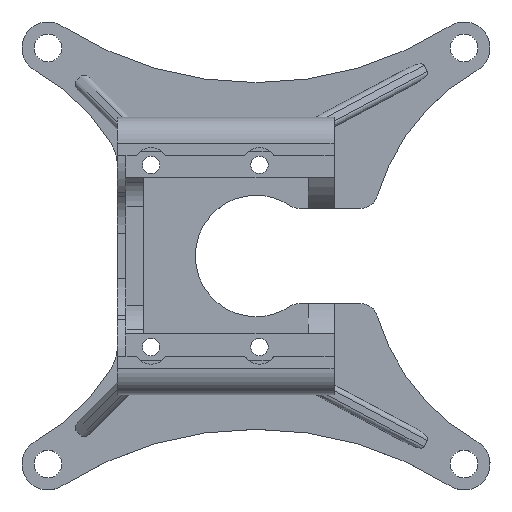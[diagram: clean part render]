
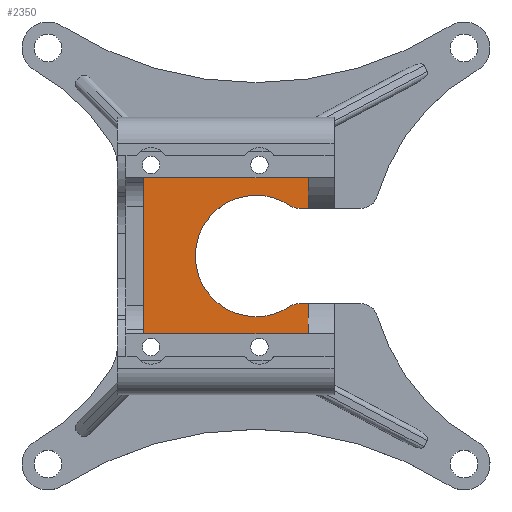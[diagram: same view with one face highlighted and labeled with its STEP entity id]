
A CAD part, top view. The second image highlights one B-rep face of the part: STEP entity #2350.
In plain terms, the highlighted planar face has unit normal (0, 0, 1).
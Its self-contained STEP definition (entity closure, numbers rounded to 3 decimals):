
#834 = VERTEX_POINT('',#835);
#835 = CARTESIAN_POINT('',(6.,5.5,1.));
#841 = EDGE_CURVE('',#842,#834,#844,.T.);
#842 = VERTEX_POINT('',#843);
#843 = CARTESIAN_POINT('',(4.975,5.5,1.));
#844 = LINE('',#845,#846);
#845 = CARTESIAN_POINT('',(9.613,5.5,1.));
#846 = VECTOR('',#847,1.);
#847 = DIRECTION('',(1.,0.,0.));
#2322 = EDGE_CURVE('',#842,#2323,#2325,.T.);
#2323 = VERTEX_POINT('',#2324);
#2324 = CARTESIAN_POINT('',(3.869,5.833,1.));
#2325 = CIRCLE('',#2326,2.);
#2326 = AXIS2_PLACEMENT_3D('',#2327,#2328,#2329);
#2327 = CARTESIAN_POINT('',(4.975,7.5,1.));
#2328 = DIRECTION('',(0.,0.,-1.));
#2329 = DIRECTION('',(0.,1.,0.));
#2350 = ADVANCED_FACE('',(#2351),#2446,.T.);
#2351 = FACE_BOUND('',#2352,.T.);
#2352 = EDGE_LOOP('',(#2353,#2354,#2362,#2370,#2378,#2386,#2394,#2402,
    #2411,#2420,#2429,#2438,#2445));
#2353 = ORIENTED_EDGE('',*,*,#841,.T.);
#2354 = ORIENTED_EDGE('',*,*,#2355,.F.);
#2355 = EDGE_CURVE('',#2356,#834,#2358,.T.);
#2356 = VERTEX_POINT('',#2357);
#2357 = CARTESIAN_POINT('',(6.,9.472,1.));
#2358 = LINE('',#2359,#2360);
#2359 = CARTESIAN_POINT('',(6.,5.146,1.));
#2360 = VECTOR('',#2361,1.);
#2361 = DIRECTION('',(0.,-1.,0.));
#2362 = ORIENTED_EDGE('',*,*,#2363,.T.);
#2363 = EDGE_CURVE('',#2356,#2364,#2366,.T.);
#2364 = VERTEX_POINT('',#2365);
#2365 = CARTESIAN_POINT('',(-13.,9.472,1.));
#2366 = LINE('',#2367,#2368);
#2367 = CARTESIAN_POINT('',(-15.,9.472,1.));
#2368 = VECTOR('',#2369,1.);
#2369 = DIRECTION('',(-1.,-0.,-0.));
#2370 = ORIENTED_EDGE('',*,*,#2371,.F.);
#2371 = EDGE_CURVE('',#2372,#2364,#2374,.T.);
#2372 = VERTEX_POINT('',#2373);
#2373 = CARTESIAN_POINT('',(-13.,-9.472,1.));
#2374 = LINE('',#2375,#2376);
#2375 = CARTESIAN_POINT('',(-13.,11.439,1.));
#2376 = VECTOR('',#2377,1.);
#2377 = DIRECTION('',(0.,1.,0.));
#2378 = ORIENTED_EDGE('',*,*,#2379,.F.);
#2379 = EDGE_CURVE('',#2380,#2372,#2382,.T.);
#2380 = VERTEX_POINT('',#2381);
#2381 = CARTESIAN_POINT('',(6.,-9.472,1.));
#2382 = LINE('',#2383,#2384);
#2383 = CARTESIAN_POINT('',(-15.,-9.472,1.));
#2384 = VECTOR('',#2385,1.);
#2385 = DIRECTION('',(-1.,0.,0.));
#2386 = ORIENTED_EDGE('',*,*,#2387,.T.);
#2387 = EDGE_CURVE('',#2380,#2388,#2390,.T.);
#2388 = VERTEX_POINT('',#2389);
#2389 = CARTESIAN_POINT('',(6.,-5.5,1.));
#2390 = LINE('',#2391,#2392);
#2391 = CARTESIAN_POINT('',(6.,-5.146,1.));
#2392 = VECTOR('',#2393,1.);
#2393 = DIRECTION('',(0.,1.,0.));
#2394 = ORIENTED_EDGE('',*,*,#2395,.T.);
#2395 = EDGE_CURVE('',#2388,#2396,#2398,.T.);
#2396 = VERTEX_POINT('',#2397);
#2397 = CARTESIAN_POINT('',(4.975,-5.5,1.));
#2398 = LINE('',#2399,#2400);
#2399 = CARTESIAN_POINT('',(-0.387,-5.5,1.));
#2400 = VECTOR('',#2401,1.);
#2401 = DIRECTION('',(-1.,0.,0.));
#2402 = ORIENTED_EDGE('',*,*,#2403,.F.);
#2403 = EDGE_CURVE('',#2404,#2396,#2406,.T.);
#2404 = VERTEX_POINT('',#2405);
#2405 = CARTESIAN_POINT('',(3.869,-5.833,1.));
#2406 = CIRCLE('',#2407,2.);
#2407 = AXIS2_PLACEMENT_3D('',#2408,#2409,#2410);
#2408 = CARTESIAN_POINT('',(4.975,-7.5,1.));
#2409 = DIRECTION('',(0.,0.,-1.));
#2410 = DIRECTION('',(0.,1.,0.));
#2411 = ORIENTED_EDGE('',*,*,#2412,.T.);
#2412 = EDGE_CURVE('',#2404,#2413,#2415,.T.);
#2413 = VERTEX_POINT('',#2414);
#2414 = CARTESIAN_POINT('',(0.,-7.,1.));
#2415 = CIRCLE('',#2416,7.);
#2416 = AXIS2_PLACEMENT_3D('',#2417,#2418,#2419);
#2417 = CARTESIAN_POINT('',(0.,0.,1.));
#2418 = DIRECTION('',(0.,0.,-1.));
#2419 = DIRECTION('',(1.,0.,0.));
#2420 = ORIENTED_EDGE('',*,*,#2421,.F.);
#2421 = EDGE_CURVE('',#2422,#2413,#2424,.T.);
#2422 = VERTEX_POINT('',#2423);
#2423 = CARTESIAN_POINT('',(-7.,0.,1.));
#2424 = CIRCLE('',#2425,7.);
#2425 = AXIS2_PLACEMENT_3D('',#2426,#2427,#2428);
#2426 = CARTESIAN_POINT('',(0.,0.,1.));
#2427 = DIRECTION('',(0.,0.,1.));
#2428 = DIRECTION('',(-1.,0.,0.));
#2429 = ORIENTED_EDGE('',*,*,#2430,.T.);
#2430 = EDGE_CURVE('',#2422,#2431,#2433,.T.);
#2431 = VERTEX_POINT('',#2432);
#2432 = CARTESIAN_POINT('',(0.,7.,1.));
#2433 = CIRCLE('',#2434,7.);
#2434 = AXIS2_PLACEMENT_3D('',#2435,#2436,#2437);
#2435 = CARTESIAN_POINT('',(0.,0.,1.));
#2436 = DIRECTION('',(0.,0.,-1.));
#2437 = DIRECTION('',(-1.,-0.,-0.));
#2438 = ORIENTED_EDGE('',*,*,#2439,.F.);
#2439 = EDGE_CURVE('',#2323,#2431,#2440,.T.);
#2440 = CIRCLE('',#2441,7.);
#2441 = AXIS2_PLACEMENT_3D('',#2442,#2443,#2444);
#2442 = CARTESIAN_POINT('',(0.,0.,1.));
#2443 = DIRECTION('',(0.,0.,1.));
#2444 = DIRECTION('',(1.,0.,0.));
#2445 = ORIENTED_EDGE('',*,*,#2322,.F.);
#2446 = PLANE('',#2447);
#2447 = AXIS2_PLACEMENT_3D('',#2448,#2449,#2450);
#2448 = CARTESIAN_POINT('',(-0.773,0.,1.));
#2449 = DIRECTION('',(0.,0.,1.));
#2450 = DIRECTION('',(1.,0.,0.));
